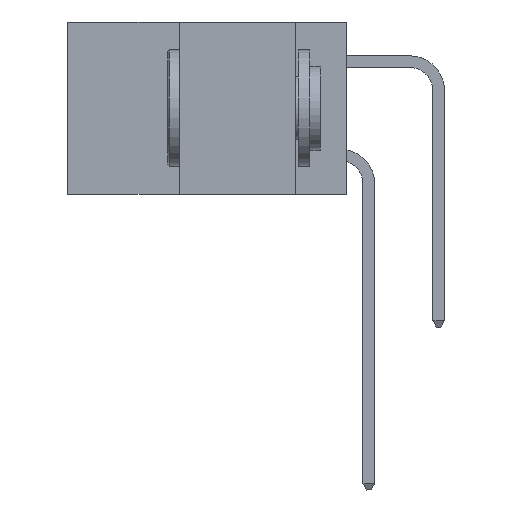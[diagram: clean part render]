
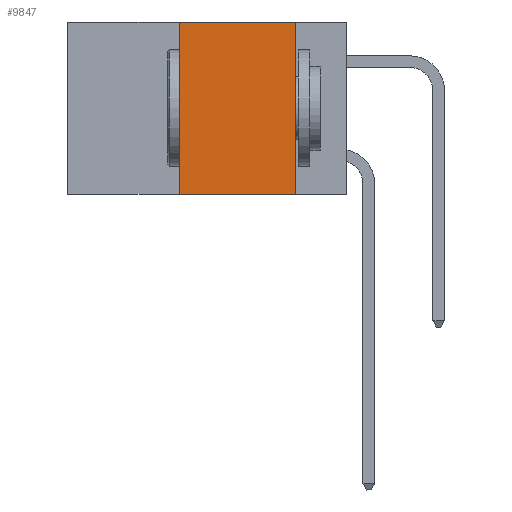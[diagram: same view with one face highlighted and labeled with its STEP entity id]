
A CAD part, left-side view. The second image highlights one B-rep face of the part: STEP entity #9847.
In plain terms, the highlighted planar face has unit normal (-1, 0, 0).
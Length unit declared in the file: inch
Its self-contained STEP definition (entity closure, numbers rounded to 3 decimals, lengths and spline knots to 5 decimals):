
#396 = DIRECTION ( 'NONE',  ( 0., -1., 0. ) ) ;
#520 = ORIENTED_EDGE ( 'NONE', *, *, #11011, .F. ) ;
#829 = ORIENTED_EDGE ( 'NONE', *, *, #9167, .F. ) ;
#1885 = LINE ( 'NONE', #14423, #15439 ) ;
#2877 = AXIS2_PLACEMENT_3D ( 'NONE', #7329, #15944, #8597 ) ;
#3233 = CARTESIAN_POINT ( 'NONE',  ( 0., 0.11, 0. ) ) ;
#3394 = CARTESIAN_POINT ( 'NONE',  ( 0., 0.36, 0. ) ) ;
#3531 = ORIENTED_EDGE ( 'NONE', *, *, #12798, .F. ) ;
#4349 = VERTEX_POINT ( 'NONE', #3394 ) ;
#4425 = ORIENTED_EDGE ( 'NONE', *, *, #7750, .T. ) ;
#4590 = DIRECTION ( 'NONE',  ( 0., 0., -1. ) ) ;
#5012 = LINE ( 'NONE', #3233, #11420 ) ;
#5187 = FACE_OUTER_BOUND ( 'NONE', #14268, .T. ) ;
#6607 = DIRECTION ( 'NONE',  ( 0., 0., 1. ) ) ;
#6794 = VECTOR ( 'NONE', #396, 39.37008 ) ;
#7329 = CARTESIAN_POINT ( 'NONE',  ( 0., 0.6, 0. ) ) ;
#7750 = EDGE_CURVE ( 'NONE', #15929, #11799, #1885, .T. ) ;
#8198 = DIRECTION ( 'NONE',  ( 0., -1., 0. ) ) ;
#8597 = DIRECTION ( 'NONE',  ( 0., 0., -1. ) ) ;
#9167 = EDGE_CURVE ( 'NONE', #14792, #11799, #5012, .T. ) ;
#9653 = CARTESIAN_POINT ( 'NONE',  ( 0., 0.11, 0. ) ) ;
#9847 = ADVANCED_FACE ( 'NONE', ( #5187 ), #12327, .F. ) ;
#10217 = LINE ( 'NONE', #12119, #6794 ) ;
#11011 = EDGE_CURVE ( 'NONE', #4349, #14792, #10217, .T. ) ;
#11420 = VECTOR ( 'NONE', #4590, 39.37008 ) ;
#11799 = VERTEX_POINT ( 'NONE', #15058 ) ;
#12010 = CARTESIAN_POINT ( 'NONE',  ( 0., 0.36, -0.37 ) ) ;
#12119 = CARTESIAN_POINT ( 'NONE',  ( 0., 0.6, 0. ) ) ;
#12327 = PLANE ( 'NONE',  #2877 ) ;
#12514 = VECTOR ( 'NONE', #6607, 39.37008 ) ;
#12798 = EDGE_CURVE ( 'NONE', #15929, #4349, #15706, .T. ) ;
#14268 = EDGE_LOOP ( 'NONE', ( #829, #520, #3531, #4425 ) ) ;
#14423 = CARTESIAN_POINT ( 'NONE',  ( 0., 0.6, -0.37 ) ) ;
#14792 = VERTEX_POINT ( 'NONE', #9653 ) ;
#15058 = CARTESIAN_POINT ( 'NONE',  ( 0., 0.11, -0.37 ) ) ;
#15286 = CARTESIAN_POINT ( 'NONE',  ( 0., 0.36, 0. ) ) ;
#15439 = VECTOR ( 'NONE', #8198, 39.37008 ) ;
#15706 = LINE ( 'NONE', #15286, #12514 ) ;
#15929 = VERTEX_POINT ( 'NONE', #12010 ) ;
#15944 = DIRECTION ( 'NONE',  ( 1., 0., 0. ) ) ;
